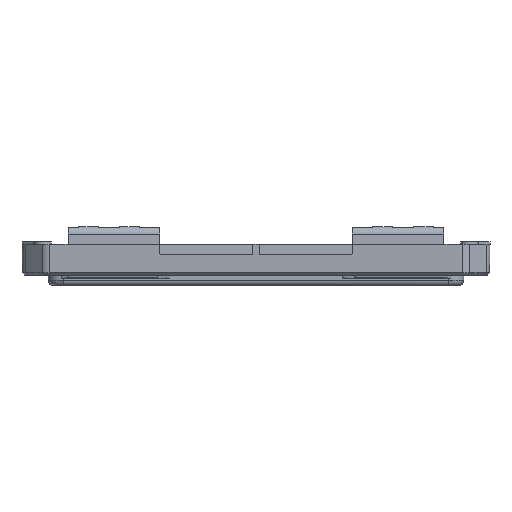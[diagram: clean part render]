
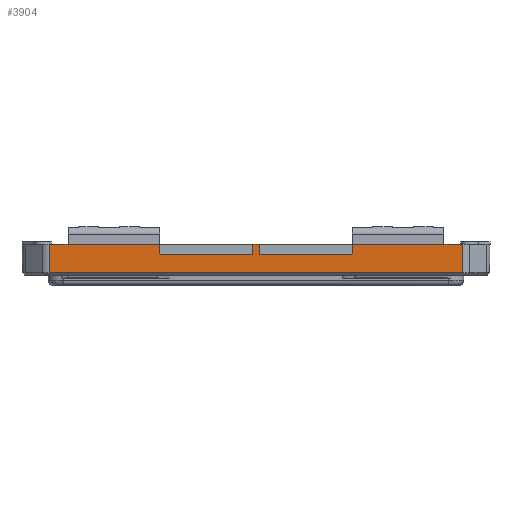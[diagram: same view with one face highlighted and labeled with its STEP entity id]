
A CAD part, left-side view. The second image highlights one B-rep face of the part: STEP entity #3904.
In plain terms, the highlighted planar face has unit normal (-1, 0, -0.018).
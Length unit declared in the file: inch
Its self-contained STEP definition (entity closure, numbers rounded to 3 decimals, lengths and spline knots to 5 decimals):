
#231 = CARTESIAN_POINT ( 'NONE',  ( -4.899, -2.3475, 1. ) ) ;
#437 = DIRECTION ( 'NONE',  ( 0., 1., 0. ) ) ;
#520 = CARTESIAN_POINT ( 'NONE',  ( -4.89464, 2.34313, 0.75 ) ) ;
#597 = ORIENTED_EDGE ( 'NONE', *, *, #8234, .T. ) ;
#695 = LINE ( 'NONE', #10470, #17320 ) ;
#808 = DIRECTION ( 'NONE',  ( 0., 1., 0. ) ) ;
#934 = ORIENTED_EDGE ( 'NONE', *, *, #9257, .T. ) ;
#960 = DIRECTION ( 'NONE',  ( 0., 1., 0. ) ) ;
#1250 = VERTEX_POINT ( 'NONE', #17469 ) ;
#1864 = VERTEX_POINT ( 'NONE', #17269 ) ;
#2153 = VECTOR ( 'NONE', #5916, 39.37008 ) ;
#2264 = LINE ( 'NONE', #21148, #12660 ) ;
#2541 = VECTOR ( 'NONE', #2649, 39.37008 ) ;
#2649 = DIRECTION ( 'NONE',  ( -0.017, 0.017, 1. ) ) ;
#2724 = CARTESIAN_POINT ( 'NONE',  ( -4.89464, 0.07837, 0.75 ) ) ;
#3252 = DIRECTION ( 'NONE',  ( -0.017, 0., 1. ) ) ;
#3311 = VERTEX_POINT ( 'NONE', #2724 ) ;
#3595 = VECTOR ( 'NONE', #18570, 39.37008 ) ;
#3697 = DIRECTION ( 'NONE',  ( 0.017, 0.017, -1. ) ) ;
#3797 = DIRECTION ( 'NONE',  ( 0., 1., 0. ) ) ;
#3904 = ADVANCED_FACE ( 'NONE', ( #20475 ), #5249, .T. ) ;
#3920 = ORIENTED_EDGE ( 'NONE', *, *, #4050, .T. ) ;
#4050 = EDGE_CURVE ( 'NONE', #3311, #9442, #10909, .T. ) ;
#4258 = EDGE_CURVE ( 'NONE', #19883, #1864, #7993, .T. ) ;
#4336 = ORIENTED_EDGE ( 'NONE', *, *, #9323, .T. ) ;
#5016 = VECTOR ( 'NONE', #437, 39.37008 ) ;
#5171 = EDGE_CURVE ( 'NONE', #5393, #21486, #695, .T. ) ;
#5249 = PLANE ( 'NONE',  #18637 ) ;
#5322 = CARTESIAN_POINT ( 'NONE',  ( -4.899, 5.04546, 1. ) ) ;
#5393 = VERTEX_POINT ( 'NONE', #231 ) ;
#5406 = VERTEX_POINT ( 'NONE', #17447 ) ;
#5577 = CARTESIAN_POINT ( 'NONE',  ( -4.89464, 5.149, 0.75 ) ) ;
#5650 = LINE ( 'NONE', #8752, #5016 ) ;
#5854 = ORIENTED_EDGE ( 'NONE', *, *, #15036, .T. ) ;
#5916 = DIRECTION ( 'NONE',  ( 0.017, -0.007, -1. ) ) ;
#6043 = CARTESIAN_POINT ( 'NONE',  ( -4.899, -0.074, 1. ) ) ;
#6548 = CARTESIAN_POINT ( 'NONE',  ( -4.899, 5.04546, 1. ) ) ;
#6571 = DIRECTION ( 'NONE',  ( 0., 1., 0. ) ) ;
#7167 = EDGE_CURVE ( 'NONE', #21486, #5406, #2264, .T. ) ;
#7213 = VERTEX_POINT ( 'NONE', #15919 ) ;
#7313 = ORIENTED_EDGE ( 'NONE', *, *, #19670, .T. ) ;
#7637 = VECTOR ( 'NONE', #808, 39.37008 ) ;
#7789 = DIRECTION ( 'NONE',  ( 0., 1., 0. ) ) ;
#7993 = LINE ( 'NONE', #18013, #7637 ) ;
#8078 = VECTOR ( 'NONE', #6571, 39.37008 ) ;
#8234 = EDGE_CURVE ( 'NONE', #13688, #1864, #11553, .T. ) ;
#8299 = ORIENTED_EDGE ( 'NONE', *, *, #14639, .T. ) ;
#8579 = CARTESIAN_POINT ( 'NONE',  ( -4.899, 0.074, 1. ) ) ;
#8752 = CARTESIAN_POINT ( 'NONE',  ( -4.899, 5.149, 1. ) ) ;
#9037 = EDGE_CURVE ( 'NONE', #7213, #19883, #14909, .T. ) ;
#9257 = EDGE_CURVE ( 'NONE', #16684, #16926, #15457, .T. ) ;
#9323 = EDGE_CURVE ( 'NONE', #13030, #5393, #20913, .T. ) ;
#9397 = LINE ( 'NONE', #13057, #14197 ) ;
#9442 = VERTEX_POINT ( 'NONE', #9565 ) ;
#9565 = CARTESIAN_POINT ( 'NONE',  ( -4.89464, 2.34313, 0.75 ) ) ;
#10031 = CARTESIAN_POINT ( 'NONE',  ( -4.899, 5.149, 1. ) ) ;
#10227 = VECTOR ( 'NONE', #10457, 39.37008 ) ;
#10359 = DIRECTION ( 'NONE',  ( -1., 0., -0.017 ) ) ;
#10457 = DIRECTION ( 'NONE',  ( 0., 1., 0. ) ) ;
#10459 = LINE ( 'NONE', #13903, #3595 ) ;
#10470 = CARTESIAN_POINT ( 'NONE',  ( -4.899, -2.3475, 1. ) ) ;
#10486 = EDGE_LOOP ( 'NONE', ( #8299, #934, #12103, #3920, #19198, #5854, #10594, #597, #13540, #17058, #7313, #4336, #15745, #14723 ) ) ;
#10594 = ORIENTED_EDGE ( 'NONE', *, *, #14400, .T. ) ;
#10708 = CARTESIAN_POINT ( 'NONE',  ( -4.899, -4.5865, 1. ) ) ;
#10909 = LINE ( 'NONE', #5577, #13333 ) ;
#11296 = CARTESIAN_POINT ( 'NONE',  ( -4.899, 0.074, 1. ) ) ;
#11553 = LINE ( 'NONE', #6548, #2153 ) ;
#12021 = CARTESIAN_POINT ( 'NONE',  ( -4.899, 5.149, 1. ) ) ;
#12103 = ORIENTED_EDGE ( 'NONE', *, *, #20067, .T. ) ;
#12660 = VECTOR ( 'NONE', #7789, 39.37008 ) ;
#13030 = VERTEX_POINT ( 'NONE', #10708 ) ;
#13057 = CARTESIAN_POINT ( 'NONE',  ( -4.899, 5.149, 1. ) ) ;
#13066 = DIRECTION ( 'NONE',  ( 0.017, 0.017, -1. ) ) ;
#13333 = VECTOR ( 'NONE', #3797, 39.37008 ) ;
#13402 = VECTOR ( 'NONE', #14581, 39.37008 ) ;
#13540 = ORIENTED_EDGE ( 'NONE', *, *, #4258, .F. ) ;
#13688 = VERTEX_POINT ( 'NONE', #5322 ) ;
#13733 = DIRECTION ( 'NONE',  ( -0.017, 0.017, 1. ) ) ;
#13903 = CARTESIAN_POINT ( 'NONE',  ( -4.899, 5.149, 1. ) ) ;
#14197 = VECTOR ( 'NONE', #960, 39.37008 ) ;
#14400 = EDGE_CURVE ( 'NONE', #21698, #13688, #5650, .T. ) ;
#14581 = DIRECTION ( 'NONE',  ( 0.017, 0.007, -1. ) ) ;
#14604 = VECTOR ( 'NONE', #13066, 39.37008 ) ;
#14639 = EDGE_CURVE ( 'NONE', #5406, #16684, #19870, .T. ) ;
#14723 = ORIENTED_EDGE ( 'NONE', *, *, #7167, .T. ) ;
#14908 = VECTOR ( 'NONE', #13733, 39.37008 ) ;
#14909 = LINE ( 'NONE', #16137, #13402 ) ;
#15036 = EDGE_CURVE ( 'NONE', #1250, #21698, #9397, .T. ) ;
#15411 = CARTESIAN_POINT ( 'NONE',  ( -4.89464, -2.34313, 0.75 ) ) ;
#15457 = LINE ( 'NONE', #12021, #8078 ) ;
#15745 = ORIENTED_EDGE ( 'NONE', *, *, #5171, .T. ) ;
#15919 = CARTESIAN_POINT ( 'NONE',  ( -4.899, -5.04546, 1. ) ) ;
#16137 = CARTESIAN_POINT ( 'NONE',  ( -4.89836, -5.0452, 0.96353 ) ) ;
#16339 = CARTESIAN_POINT ( 'NONE',  ( -4.88696, -5.04047, 0.30999 ) ) ;
#16386 = EDGE_CURVE ( 'NONE', #9442, #1250, #17619, .T. ) ;
#16400 = LINE ( 'NONE', #11296, #14604 ) ;
#16684 = VERTEX_POINT ( 'NONE', #6043 ) ;
#16926 = VERTEX_POINT ( 'NONE', #8579 ) ;
#17058 = ORIENTED_EDGE ( 'NONE', *, *, #9037, .F. ) ;
#17233 = CARTESIAN_POINT ( 'NONE',  ( -4.899, 5.149, 1. ) ) ;
#17269 = CARTESIAN_POINT ( 'NONE',  ( -4.88696, 5.04047, 0.30999 ) ) ;
#17320 = VECTOR ( 'NONE', #3697, 39.37008 ) ;
#17447 = CARTESIAN_POINT ( 'NONE',  ( -4.89464, -0.07837, 0.75 ) ) ;
#17469 = CARTESIAN_POINT ( 'NONE',  ( -4.899, 2.3475, 1. ) ) ;
#17619 = LINE ( 'NONE', #520, #14908 ) ;
#18013 = CARTESIAN_POINT ( 'NONE',  ( -4.88696, -0.00002, 0.30999 ) ) ;
#18570 = DIRECTION ( 'NONE',  ( 0., 1., 0. ) ) ;
#18637 = AXIS2_PLACEMENT_3D ( 'NONE', #10031, #10359, #3252 ) ;
#19198 = ORIENTED_EDGE ( 'NONE', *, *, #16386, .T. ) ;
#19652 = CARTESIAN_POINT ( 'NONE',  ( -4.89464, -0.07837, 0.75 ) ) ;
#19670 = EDGE_CURVE ( 'NONE', #7213, #13030, #10459, .T. ) ;
#19870 = LINE ( 'NONE', #19652, #2541 ) ;
#19883 = VERTEX_POINT ( 'NONE', #16339 ) ;
#20067 = EDGE_CURVE ( 'NONE', #16926, #3311, #16400, .T. ) ;
#20475 = FACE_OUTER_BOUND ( 'NONE', #10486, .T. ) ;
#20913 = LINE ( 'NONE', #17233, #10227 ) ;
#21141 = CARTESIAN_POINT ( 'NONE',  ( -4.899, 4.5865, 1. ) ) ;
#21148 = CARTESIAN_POINT ( 'NONE',  ( -4.89464, 5.149, 0.75 ) ) ;
#21486 = VERTEX_POINT ( 'NONE', #15411 ) ;
#21698 = VERTEX_POINT ( 'NONE', #21141 ) ;
